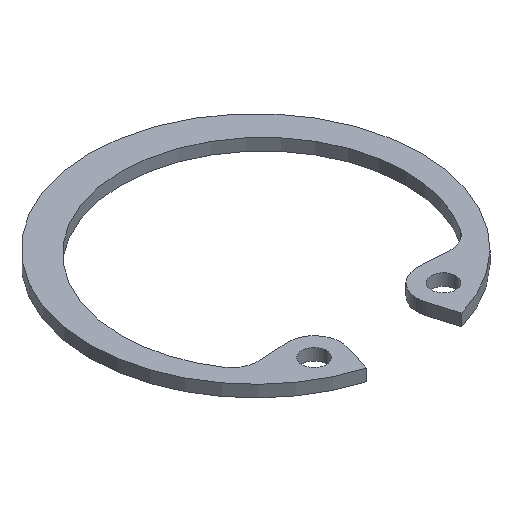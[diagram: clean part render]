
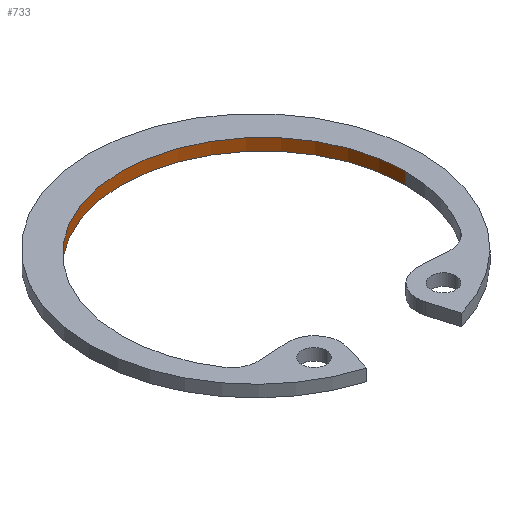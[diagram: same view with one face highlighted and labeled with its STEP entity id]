
A CAD part, isometric view. The second image highlights one B-rep face of the part: STEP entity #733.
In plain terms, the highlighted cylindrical face has radius 14.45 mm (diameter 28.9 mm), a partial arc.
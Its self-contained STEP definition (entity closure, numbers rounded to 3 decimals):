
#21 = EDGE_LOOP ( 'NONE', ( #395, #367, #280, #230 ) ) ;
#29 = AXIS2_PLACEMENT_3D ( 'NONE', #205, #30, #298 ) ;
#30 = DIRECTION ( 'NONE',  ( 0., 0., -1. ) ) ;
#36 = CARTESIAN_POINT ( 'NONE',  ( -14.45, -0.8, 1.2 ) ) ;
#44 = CIRCLE ( 'NONE', #569, 14.45 ) ;
#51 = CARTESIAN_POINT ( 'NONE',  ( 0., -0.8, 1.2 ) ) ;
#55 = CARTESIAN_POINT ( 'NONE',  ( -14.45, -0.8, 0. ) ) ;
#76 = VECTOR ( 'NONE', #369, 1000. ) ;
#79 = AXIS2_PLACEMENT_3D ( 'NONE', #424, #487, #694 ) ;
#102 = DIRECTION ( 'NONE',  ( 1., 0., 0. ) ) ;
#105 = LINE ( 'NONE', #36, #76 ) ;
#107 = EDGE_CURVE ( 'NONE', #133, #681, #105, .T. ) ;
#127 = EDGE_CURVE ( 'NONE', #681, #675, #716, .T. ) ;
#133 = VERTEX_POINT ( 'NONE', #414 ) ;
#205 = CARTESIAN_POINT ( 'NONE',  ( 0., -0.8, 0. ) ) ;
#216 = DIRECTION ( 'NONE',  ( 0., 0., -1. ) ) ;
#217 = CARTESIAN_POINT ( 'NONE',  ( 14.45, -0.8, 1.2 ) ) ;
#230 = ORIENTED_EDGE ( 'NONE', *, *, #127, .T. ) ;
#233 = LINE ( 'NONE', #217, #502 ) ;
#263 = CYLINDRICAL_SURFACE ( 'NONE', #79, 14.45 ) ;
#280 = ORIENTED_EDGE ( 'NONE', *, *, #107, .T. ) ;
#298 = DIRECTION ( 'NONE',  ( 1., 0., 0. ) ) ;
#313 = CARTESIAN_POINT ( 'NONE',  ( 14.45, -0.8, 0. ) ) ;
#345 = EDGE_CURVE ( 'NONE', #651, #675, #233, .T. ) ;
#367 = ORIENTED_EDGE ( 'NONE', *, *, #657, .F. ) ;
#369 = DIRECTION ( 'NONE',  ( 0., 0., -1. ) ) ;
#395 = ORIENTED_EDGE ( 'NONE', *, *, #345, .F. ) ;
#414 = CARTESIAN_POINT ( 'NONE',  ( -14.45, -0.8, 1.2 ) ) ;
#416 = DIRECTION ( 'NONE',  ( 0., 0., -1. ) ) ;
#424 = CARTESIAN_POINT ( 'NONE',  ( 0., -0.8, 1.2 ) ) ;
#433 = FACE_OUTER_BOUND ( 'NONE', #21, .T. ) ;
#476 = CARTESIAN_POINT ( 'NONE',  ( 14.45, -0.8, 1.2 ) ) ;
#487 = DIRECTION ( 'NONE',  ( 0., 0., -1. ) ) ;
#502 = VECTOR ( 'NONE', #216, 1000. ) ;
#569 = AXIS2_PLACEMENT_3D ( 'NONE', #51, #416, #102 ) ;
#651 = VERTEX_POINT ( 'NONE', #476 ) ;
#657 = EDGE_CURVE ( 'NONE', #133, #651, #44, .T. ) ;
#675 = VERTEX_POINT ( 'NONE', #313 ) ;
#681 = VERTEX_POINT ( 'NONE', #55 ) ;
#694 = DIRECTION ( 'NONE',  ( -1., 0., 0. ) ) ;
#716 = CIRCLE ( 'NONE', #29, 14.45 ) ;
#733 = ADVANCED_FACE ( 'NONE', ( #433 ), #263, .F. ) ;
